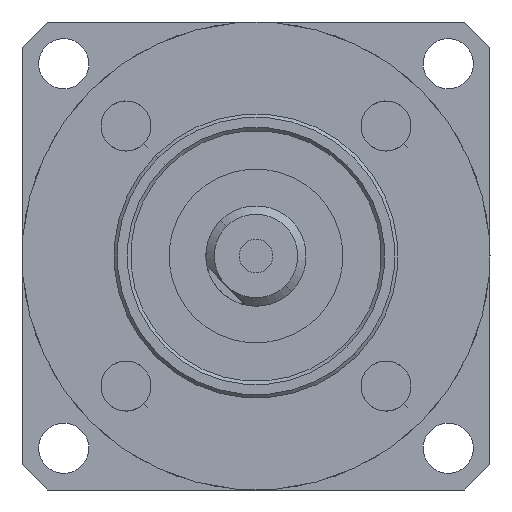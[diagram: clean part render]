
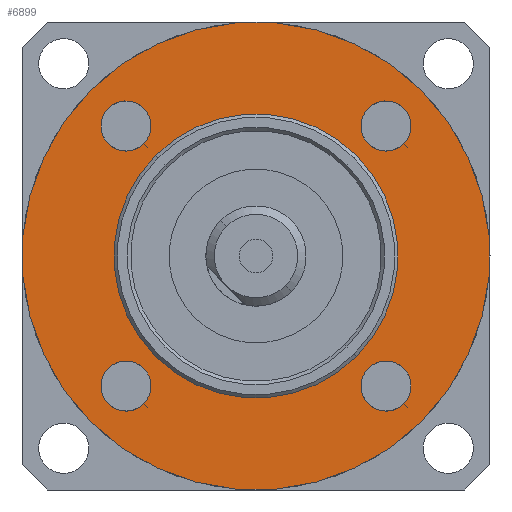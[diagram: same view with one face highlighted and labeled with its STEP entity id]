
A CAD part, front view. The second image highlights one B-rep face of the part: STEP entity #6899.
In plain terms, the highlighted face is planar.
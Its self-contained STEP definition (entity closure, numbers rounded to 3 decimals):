
#48 = DIRECTION ( 'NONE',  ( 0., 0., -1. ) ) ;
#67 = CIRCLE ( 'NONE', #9078, 8.5 ) ;
#189 = ORIENTED_EDGE ( 'NONE', *, *, #8229, .F. ) ;
#258 = CIRCLE ( 'NONE', #4134, 8.5 ) ;
#316 = CARTESIAN_POINT ( 'NONE',  ( -11., 0., 0. ) ) ;
#425 = CIRCLE ( 'NONE', #9580, 1.5 ) ;
#439 = EDGE_CURVE ( 'NONE', #7182, #5236, #425, .T. ) ;
#474 = DIRECTION ( 'NONE',  ( 0., 0., 1. ) ) ;
#573 = FACE_BOUND ( 'NONE', #3405, .T. ) ;
#600 = ORIENTED_EDGE ( 'NONE', *, *, #5165, .F. ) ;
#716 = FACE_BOUND ( 'NONE', #839, .T. ) ;
#717 = AXIS2_PLACEMENT_3D ( 'NONE', #796, #48, #6198 ) ;
#796 = CARTESIAN_POINT ( 'NONE',  ( -11., 0., 0. ) ) ;
#839 = EDGE_LOOP ( 'NONE', ( #2980, #600 ) ) ;
#963 = EDGE_CURVE ( 'NONE', #6270, #1060, #6161, .T. ) ;
#1029 = EDGE_LOOP ( 'NONE', ( #9909, #3966 ) ) ;
#1060 = VERTEX_POINT ( 'NONE', #6217 ) ;
#1142 = CARTESIAN_POINT ( 'NONE',  ( 11., 0., 0. ) ) ;
#1395 = CARTESIAN_POINT ( 'NONE',  ( 0., 11., 0. ) ) ;
#1400 = DIRECTION ( 'NONE',  ( -1., 0., 0. ) ) ;
#1413 = DIRECTION ( 'NONE',  ( -1., 0., 0. ) ) ;
#1519 = EDGE_CURVE ( 'NONE', #6225, #6814, #67, .T. ) ;
#1798 = EDGE_CURVE ( 'NONE', #3792, #7466, #7634, .T. ) ;
#1861 = AXIS2_PLACEMENT_3D ( 'NONE', #316, #2686, #8018 ) ;
#2020 = AXIS2_PLACEMENT_3D ( 'NONE', #2726, #5753, #4248 ) ;
#2079 = PLANE ( 'NONE',  #5873 ) ;
#2080 = CARTESIAN_POINT ( 'NONE',  ( 0., 0., 0. ) ) ;
#2158 = AXIS2_PLACEMENT_3D ( 'NONE', #9002, #4441, #9565 ) ;
#2252 = CARTESIAN_POINT ( 'NONE',  ( 9.5, 0., 0. ) ) ;
#2401 = CARTESIAN_POINT ( 'NONE',  ( 14., 0., 0. ) ) ;
#2464 = ORIENTED_EDGE ( 'NONE', *, *, #7210, .F. ) ;
#2482 = ORIENTED_EDGE ( 'NONE', *, *, #963, .F. ) ;
#2686 = DIRECTION ( 'NONE',  ( 0., 0., -1. ) ) ;
#2726 = CARTESIAN_POINT ( 'NONE',  ( 0., -11., 0. ) ) ;
#2756 = DIRECTION ( 'NONE',  ( 0., 0., -1. ) ) ;
#2825 = CIRCLE ( 'NONE', #6191, 14. ) ;
#2858 = FACE_BOUND ( 'NONE', #5391, .T. ) ;
#2911 = CARTESIAN_POINT ( 'NONE',  ( 11., 0., 0. ) ) ;
#2980 = ORIENTED_EDGE ( 'NONE', *, *, #439, .F. ) ;
#3405 = EDGE_LOOP ( 'NONE', ( #2464, #3885 ) ) ;
#3448 = CIRCLE ( 'NONE', #9064, 14. ) ;
#3486 = VERTEX_POINT ( 'NONE', #3614 ) ;
#3554 = EDGE_CURVE ( 'NONE', #9671, #8695, #3448, .T. ) ;
#3614 = CARTESIAN_POINT ( 'NONE',  ( -12.5, 0., 0. ) ) ;
#3724 = DIRECTION ( 'NONE',  ( 1., 0., 0. ) ) ;
#3792 = VERTEX_POINT ( 'NONE', #6617 ) ;
#3821 = FACE_BOUND ( 'NONE', #1029, .T. ) ;
#3885 = ORIENTED_EDGE ( 'NONE', *, *, #9729, .F. ) ;
#3941 = CIRCLE ( 'NONE', #6645, 1.5 ) ;
#3966 = ORIENTED_EDGE ( 'NONE', *, *, #1519, .F. ) ;
#4134 = AXIS2_PLACEMENT_3D ( 'NONE', #5908, #6812, #1413 ) ;
#4248 = DIRECTION ( 'NONE',  ( -1., 0., 0. ) ) ;
#4274 = CARTESIAN_POINT ( 'NONE',  ( 0., 0., 0. ) ) ;
#4441 = DIRECTION ( 'NONE',  ( 0., 0., -1. ) ) ;
#4512 = CARTESIAN_POINT ( 'NONE',  ( -9.5, 0., 0. ) ) ;
#4578 = CARTESIAN_POINT ( 'NONE',  ( 0., 0., 0. ) ) ;
#4786 = CARTESIAN_POINT ( 'NONE',  ( 1.5, 11., 0. ) ) ;
#4999 = EDGE_LOOP ( 'NONE', ( #9566, #2482 ) ) ;
#5159 = DIRECTION ( 'NONE',  ( 1., 0., 0. ) ) ;
#5165 = EDGE_CURVE ( 'NONE', #5236, #7182, #3941, .T. ) ;
#5236 = VERTEX_POINT ( 'NONE', #8500 ) ;
#5310 = FACE_BOUND ( 'NONE', #4999, .T. ) ;
#5391 = EDGE_LOOP ( 'NONE', ( #189, #8307 ) ) ;
#5608 = ORIENTED_EDGE ( 'NONE', *, *, #7647, .F. ) ;
#5620 = ORIENTED_EDGE ( 'NONE', *, *, #3554, .F. ) ;
#5661 = EDGE_CURVE ( 'NONE', #1060, #6270, #9063, .T. ) ;
#5753 = DIRECTION ( 'NONE',  ( 0., 0., -1. ) ) ;
#5758 = CARTESIAN_POINT ( 'NONE',  ( -14., 0., 0. ) ) ;
#5873 = AXIS2_PLACEMENT_3D ( 'NONE', #6119, #9181, #5159 ) ;
#5876 = DIRECTION ( 'NONE',  ( -1., 0., 0. ) ) ;
#5908 = CARTESIAN_POINT ( 'NONE',  ( 0., 0., 0. ) ) ;
#6119 = CARTESIAN_POINT ( 'NONE',  ( 0., 0., 0. ) ) ;
#6161 = CIRCLE ( 'NONE', #7300, 1.5 ) ;
#6191 = AXIS2_PLACEMENT_3D ( 'NONE', #2080, #8226, #3724 ) ;
#6198 = DIRECTION ( 'NONE',  ( -1., 0., 0. ) ) ;
#6217 = CARTESIAN_POINT ( 'NONE',  ( 12.5, 0., 0. ) ) ;
#6225 = VERTEX_POINT ( 'NONE', #8176 ) ;
#6270 = VERTEX_POINT ( 'NONE', #2252 ) ;
#6617 = CARTESIAN_POINT ( 'NONE',  ( -1.5, -11., 0. ) ) ;
#6645 = AXIS2_PLACEMENT_3D ( 'NONE', #7318, #7370, #8157 ) ;
#6791 = DIRECTION ( 'NONE',  ( -1., 0., 0. ) ) ;
#6812 = DIRECTION ( 'NONE',  ( 0., 0., -1. ) ) ;
#6814 = VERTEX_POINT ( 'NONE', #9673 ) ;
#6884 = FACE_OUTER_BOUND ( 'NONE', #7814, .T. ) ;
#6899 = ADVANCED_FACE ( 'NONE', ( #5310, #573, #2858, #716, #3821, #6884 ), #2079, .F. ) ;
#7182 = VERTEX_POINT ( 'NONE', #4786 ) ;
#7210 = EDGE_CURVE ( 'NONE', #8111, #3486, #8921, .T. ) ;
#7300 = AXIS2_PLACEMENT_3D ( 'NONE', #2911, #8128, #5876 ) ;
#7318 = CARTESIAN_POINT ( 'NONE',  ( 0., 11., 0. ) ) ;
#7344 = DIRECTION ( 'NONE',  ( 1., 0., 0. ) ) ;
#7370 = DIRECTION ( 'NONE',  ( 0., 0., -1. ) ) ;
#7466 = VERTEX_POINT ( 'NONE', #8926 ) ;
#7550 = DIRECTION ( 'NONE',  ( 0., 0., -1. ) ) ;
#7634 = CIRCLE ( 'NONE', #2158, 1.5 ) ;
#7647 = EDGE_CURVE ( 'NONE', #8695, #9671, #2825, .T. ) ;
#7814 = EDGE_LOOP ( 'NONE', ( #5620, #5608 ) ) ;
#8018 = DIRECTION ( 'NONE',  ( -1., 0., 0. ) ) ;
#8095 = AXIS2_PLACEMENT_3D ( 'NONE', #1142, #2756, #9544 ) ;
#8111 = VERTEX_POINT ( 'NONE', #4512 ) ;
#8128 = DIRECTION ( 'NONE',  ( 0., 0., -1. ) ) ;
#8157 = DIRECTION ( 'NONE',  ( -1., 0., 0. ) ) ;
#8176 = CARTESIAN_POINT ( 'NONE',  ( -8.5, 0., 0. ) ) ;
#8226 = DIRECTION ( 'NONE',  ( 0., 0., 1. ) ) ;
#8229 = EDGE_CURVE ( 'NONE', #7466, #3792, #8768, .T. ) ;
#8307 = ORIENTED_EDGE ( 'NONE', *, *, #1798, .F. ) ;
#8426 = EDGE_CURVE ( 'NONE', #6814, #6225, #258, .T. ) ;
#8467 = CIRCLE ( 'NONE', #1861, 1.5 ) ;
#8500 = CARTESIAN_POINT ( 'NONE',  ( -1.5, 11., 0. ) ) ;
#8695 = VERTEX_POINT ( 'NONE', #2401 ) ;
#8768 = CIRCLE ( 'NONE', #2020, 1.5 ) ;
#8921 = CIRCLE ( 'NONE', #717, 1.5 ) ;
#8926 = CARTESIAN_POINT ( 'NONE',  ( 1.5, -11., 0. ) ) ;
#9002 = CARTESIAN_POINT ( 'NONE',  ( 0., -11., 0. ) ) ;
#9063 = CIRCLE ( 'NONE', #8095, 1.5 ) ;
#9064 = AXIS2_PLACEMENT_3D ( 'NONE', #4274, #474, #7344 ) ;
#9078 = AXIS2_PLACEMENT_3D ( 'NONE', #4578, #9244, #1400 ) ;
#9181 = DIRECTION ( 'NONE',  ( 0., 0., 1. ) ) ;
#9244 = DIRECTION ( 'NONE',  ( 0., 0., -1. ) ) ;
#9544 = DIRECTION ( 'NONE',  ( -1., 0., 0. ) ) ;
#9565 = DIRECTION ( 'NONE',  ( -1., 0., 0. ) ) ;
#9566 = ORIENTED_EDGE ( 'NONE', *, *, #5661, .F. ) ;
#9580 = AXIS2_PLACEMENT_3D ( 'NONE', #1395, #7550, #6791 ) ;
#9671 = VERTEX_POINT ( 'NONE', #5758 ) ;
#9673 = CARTESIAN_POINT ( 'NONE',  ( 8.5, 0., 0. ) ) ;
#9729 = EDGE_CURVE ( 'NONE', #3486, #8111, #8467, .T. ) ;
#9909 = ORIENTED_EDGE ( 'NONE', *, *, #8426, .F. ) ;
